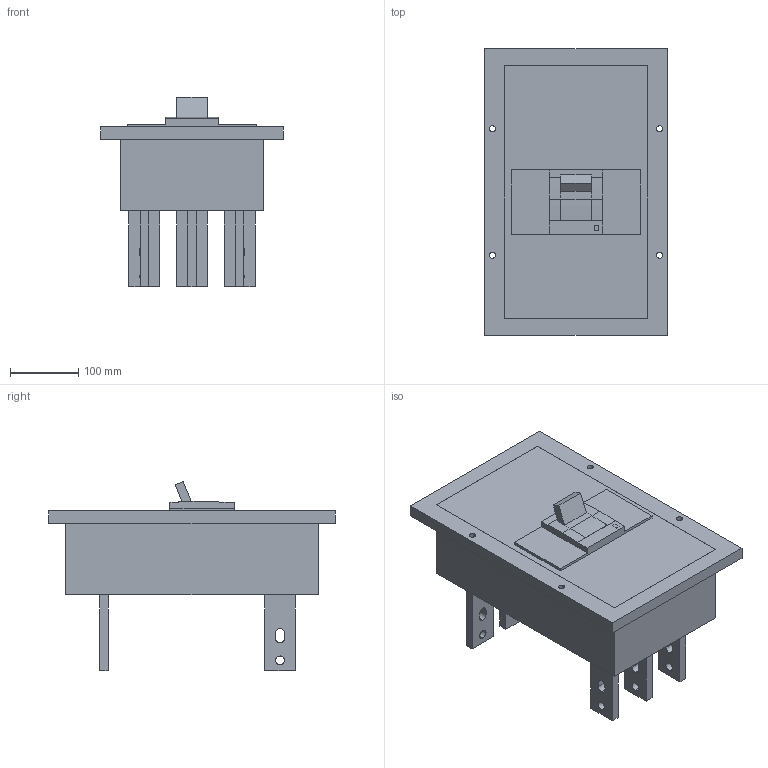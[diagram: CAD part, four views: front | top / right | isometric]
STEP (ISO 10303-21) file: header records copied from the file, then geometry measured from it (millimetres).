
FILE_DESCRIPTION(('CoCreate Modeling STEP Export'),'2;1');
FILE_NAME('Ｓ１２５０ＮＥ３Ｐ.stp','2016-03-31T12:00:37',(''),(''),'CoCreate Modeling STEP processor for AP214 (Solid Model)','CoCreate Modeling 17.0 01-Apr-2010 (C) Parametric Technology GmbH','');
FILE_SCHEMA(('AUTOMOTIVE_DESIGN { 1 0 10303 214 1 1 1 1 }'));
Length unit declared in the file: millimetre
Products named in the file (1): Ｓ１２５０ＮＥ３Ｐ
Bounding box: 268 x 420 x 277.3 mm (x, y, z)
Volume: 10665983.1 mm3; surface area: 460776.3 mm2
Topology: 1 solids, 1 shells, 129 faces, 349 edges, 232 vertices
Faces by surface type: plane 81, cylinder 48
Entity records: 4560 total; most frequent: ORIENTED_EDGE 698, CARTESIAN_POINT 633, DIRECTION 558, EDGE_CURVE 349, VECTOR 244, LINE 244, VERTEX_POINT 232, EDGE_LOOP 171
